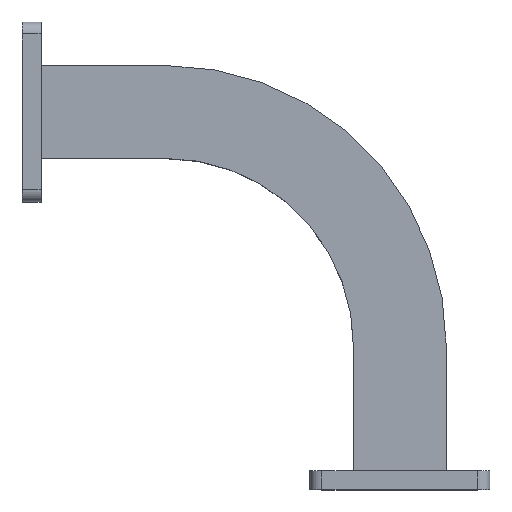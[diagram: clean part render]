
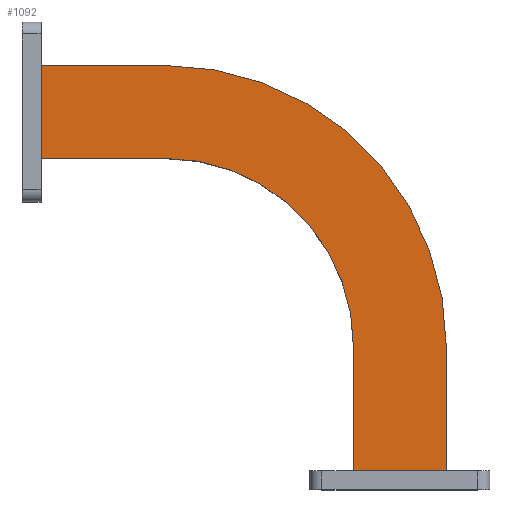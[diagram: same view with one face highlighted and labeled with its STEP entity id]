
A CAD part, top view. The second image highlights one B-rep face of the part: STEP entity #1092.
In plain terms, the highlighted planar face has unit normal (0, 0, 1).
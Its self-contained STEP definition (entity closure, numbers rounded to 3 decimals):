
#35=CIRCLE('',#1142,148.59);
#37=CIRCLE('',#1147,99.41);
#128=ORIENTED_EDGE('',*,*,#298,.F.);
#129=ORIENTED_EDGE('',*,*,#327,.F.);
#130=ORIENTED_EDGE('',*,*,#324,.F.);
#131=ORIENTED_EDGE('',*,*,#321,.F.);
#132=ORIENTED_EDGE('',*,*,#306,.F.);
#133=ORIENTED_EDGE('',*,*,#319,.F.);
#134=ORIENTED_EDGE('',*,*,#316,.F.);
#135=ORIENTED_EDGE('',*,*,#313,.F.);
#298=EDGE_CURVE('',#402,#403,#478,.T.);
#306=EDGE_CURVE('',#410,#411,#486,.T.);
#313=EDGE_CURVE('',#403,#417,#493,.T.);
#316=EDGE_CURVE('',#417,#419,#35,.T.);
#319=EDGE_CURVE('',#419,#410,#497,.T.);
#321=EDGE_CURVE('',#411,#421,#499,.T.);
#324=EDGE_CURVE('',#421,#423,#37,.T.);
#327=EDGE_CURVE('',#423,#402,#503,.T.);
#402=VERTEX_POINT('',#1456);
#403=VERTEX_POINT('',#1458);
#410=VERTEX_POINT('',#1473);
#411=VERTEX_POINT('',#1475);
#417=VERTEX_POINT('',#1489);
#419=VERTEX_POINT('',#1495);
#421=VERTEX_POINT('',#1504);
#423=VERTEX_POINT('',#1510);
#478=LINE('',#1457,#546);
#486=LINE('',#1474,#554);
#493=LINE('',#1488,#561);
#497=LINE('',#1499,#565);
#499=LINE('',#1503,#567);
#503=LINE('',#1514,#571);
#546=VECTOR('',#1224,1000.);
#554=VECTOR('',#1234,1000.);
#561=VECTOR('',#1243,1000.);
#565=VECTOR('',#1255,1000.);
#567=VECTOR('',#1259,1000.);
#571=VECTOR('',#1271,1000.);
#622=EDGE_LOOP('',(#128,#129,#130,#131,#132,#133,#134,#135));
#698=FACE_BOUND('',#622,.T.);
#770=PLANE('',#1149);
#1092=ADVANCED_FACE('',(#698),#770,.F.);
#1142=AXIS2_PLACEMENT_3D('',#1494,#1249,#1250);
#1147=AXIS2_PLACEMENT_3D('',#1509,#1265,#1266);
#1149=AXIS2_PLACEMENT_3D('',#1515,#1272,#1273);
#1224=DIRECTION('',(0.,1.,0.));
#1234=DIRECTION('',(-1.,0.,0.));
#1243=DIRECTION('',(1.,0.,0.));
#1249=DIRECTION('',(0.,0.,-1.));
#1250=DIRECTION('',(-1.,0.,0.));
#1255=DIRECTION('',(0.,-1.,0.));
#1259=DIRECTION('',(0.,1.,0.));
#1265=DIRECTION('',(0.,0.,1.));
#1266=DIRECTION('',(-1.,0.,0.));
#1271=DIRECTION('',(-1.,0.,0.));
#1272=DIRECTION('',(0.,0.,-1.));
#1273=DIRECTION('',(-1.,0.,0.));
#1456=CARTESIAN_POINT('',(0.,175.41,90.36));
#1457=CARTESIAN_POINT('',(0.,224.59,90.36));
#1458=CARTESIAN_POINT('',(0.,224.59,90.36));
#1473=CARTESIAN_POINT('',(224.59,0.,90.36));
#1474=CARTESIAN_POINT('',(224.59,0.,90.36));
#1475=CARTESIAN_POINT('',(175.41,0.,90.36));
#1488=CARTESIAN_POINT('',(0.,224.59,90.36));
#1489=CARTESIAN_POINT('',(76.,224.59,90.36));
#1494=CARTESIAN_POINT('',(76.,76.,90.36));
#1495=CARTESIAN_POINT('',(224.59,76.,90.36));
#1499=CARTESIAN_POINT('',(224.59,76.,90.36));
#1503=CARTESIAN_POINT('',(175.41,76.,90.36));
#1504=CARTESIAN_POINT('',(175.41,76.,90.36));
#1509=CARTESIAN_POINT('',(76.,76.,90.36));
#1510=CARTESIAN_POINT('',(76.,175.41,90.36));
#1514=CARTESIAN_POINT('',(0.,175.41,90.36));
#1515=CARTESIAN_POINT('',(76.,76.,90.36));
